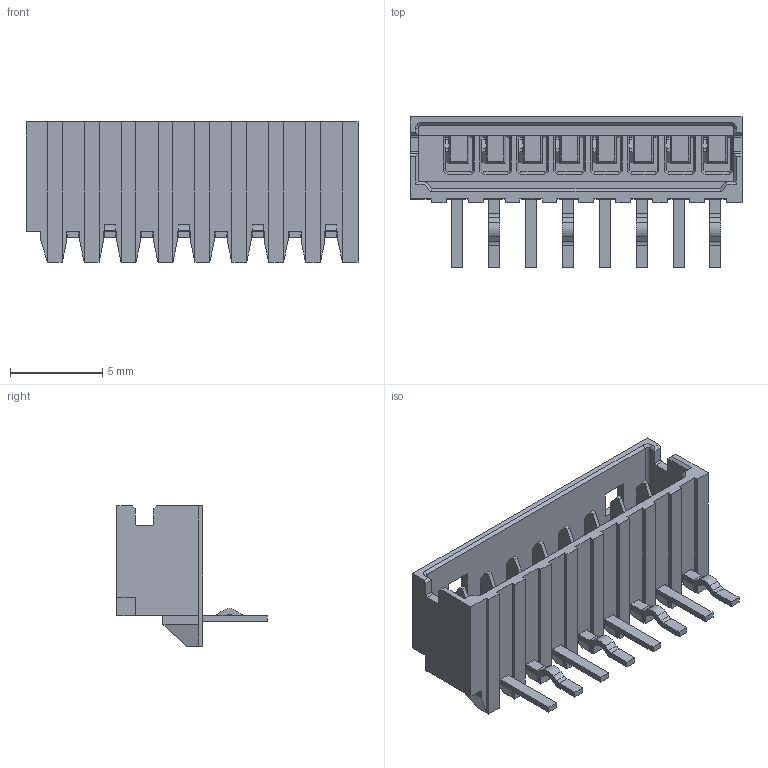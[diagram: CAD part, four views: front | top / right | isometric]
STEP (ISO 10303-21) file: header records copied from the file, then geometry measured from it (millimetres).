
FILE_DESCRIPTION((''),'2;1');
FILE_NAME('530150810','2016-09-27T',('rlalsangi'),(''),'PRO/ENGINEER BY PARAMETRIC TECHNOLOGY CORPORATION, 2012310','PRO/ENGINEER BY PARAMETRIC TECHNOLOGY CORPORATION, 2012310','');
FILE_SCHEMA(('CONFIG_CONTROL_DESIGN'));
Length unit declared in the file: millimetre
Products named in the file (1): 530150810
Bounding box: 18 x 8.15 x 7.6 mm (x, y, z)
Volume: 261.5 mm3; surface area: 882.7 mm2
Topology: 9 solids, 9 shells, 492 faces, 1269 edges, 795 vertices
Faces by surface type: plane 456, cylinder 34, cone 2
Entity records: 14514 total; most frequent: CARTESIAN_POINT 2534, ORIENTED_EDGE 2492, DIRECTION 2341, EDGE_CURVE 1246, VECTOR 1183, LINE 1183, VERTEX_POINT 772, AXIS2_PLACEMENT_3D 579
